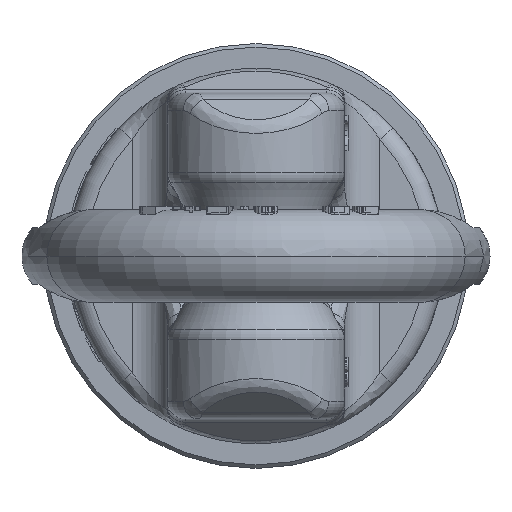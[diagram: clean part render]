
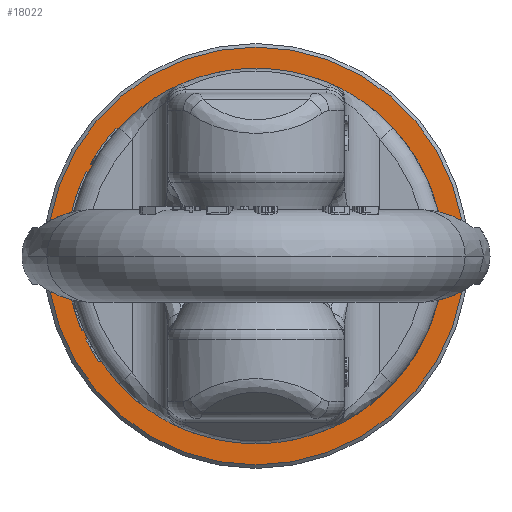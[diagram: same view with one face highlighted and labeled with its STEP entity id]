
A CAD part, left-side view. The second image highlights one B-rep face of the part: STEP entity #18022.
In plain terms, the highlighted face is planar.
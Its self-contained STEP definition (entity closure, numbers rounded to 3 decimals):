
#17895=CARTESIAN_POINT('',(0.,0.,0.));
#17896=DIRECTION('',(0.,0.,-1.));
#17897=DIRECTION('',(1.,0.,0.));
#17898=AXIS2_PLACEMENT_3D('',#17895,#17896,#17897);
#17900=CARTESIAN_POINT('',(0.,0.,0.));
#17901=DIRECTION('',(0.,0.,-1.));
#17902=DIRECTION('',(-1.,0.,0.));
#17903=AXIS2_PLACEMENT_3D('',#17900,#17901,#17902);
#17995=CARTESIAN_POINT('',(29.5,0.,0.));
#17996=CARTESIAN_POINT('',(-29.5,0.,0.));
#17997=VERTEX_POINT('',#17995);
#17998=VERTEX_POINT('',#17996);
#18011=CARTESIAN_POINT('',(0.,0.,0.));
#18012=DIRECTION('',(0.,0.,1.));
#18013=DIRECTION('',(1.,0.,0.));
#18014=AXIS2_PLACEMENT_3D('',#18011,#18012,#18013);
#18015=PLANE('',#18014);
#18017=ORIENTED_EDGE('',*,*,#18016,.F.);
#18019=ORIENTED_EDGE('',*,*,#18018,.F.);
#18020=EDGE_LOOP('',(#18017,#18019));
#18021=FACE_OUTER_BOUND('',#18020,.F.);
#18022=ADVANCED_FACE('',(#18021),#18015,.F.);
#17899=CIRCLE('',#17898,29.5);
#17904=CIRCLE('',#17903,29.5);
#18016=EDGE_CURVE('',#17997,#17998,#17899,.T.);
#18018=EDGE_CURVE('',#17998,#17997,#17904,.T.);
